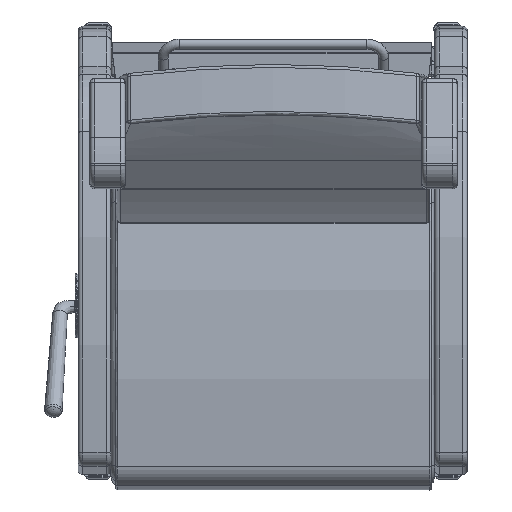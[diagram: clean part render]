
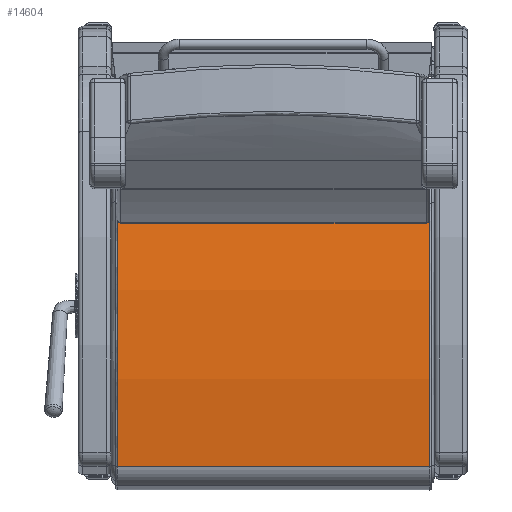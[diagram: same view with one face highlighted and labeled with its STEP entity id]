
A CAD part, front view. The second image highlights one B-rep face of the part: STEP entity #14604.
In plain terms, the highlighted free-form (B-spline) face has degree [3, 1] with [18, 2] control points.
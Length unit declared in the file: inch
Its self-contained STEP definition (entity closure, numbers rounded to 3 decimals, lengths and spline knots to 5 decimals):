
#809=B_SPLINE_SURFACE_WITH_KNOTS('',3,1,((#35350,#35351),(#35352,#35353),
(#35354,#35355),(#35356,#35357),(#35358,#35359),(#35360,#35361),(#35362,
#35363),(#35364,#35365),(#35366,#35367),(#35368,#35369),(#35370,#35371),
(#35372,#35373),(#35374,#35375),(#35376,#35377),(#35378,#35379),(#35380,
#35381),(#35382,#35383),(#35384,#35385)),.UNSPECIFIED.,.F.,.F.,.F.,(4,1,
1,1,1,1,1,1,1,1,1,1,1,1,1,4),(2,2),(-1.69612,-1.66826,
-1.6404,-1.62647,-1.59861,-1.58468,
-1.55682,-1.54289,-1.51503,-1.5011,-1.47324,
-1.45931,-1.43145,-1.41752,-1.38966,
-1.3618),(0.,91.44),.UNSPECIFIED.);
#1157=ELLIPSE('',#16733,60.30357,60.25);
#1159=ELLIPSE('',#16755,60.30357,60.25);
#2216=FACE_OUTER_BOUND('',#3245,.T.);
#3245=EDGE_LOOP('',(#13097,#13098,#13099,#13100));
#4102=LINE('',#35348,#4949);
#4103=LINE('',#35387,#4950);
#4949=VECTOR('',#21275,0.3937);
#4950=VECTOR('',#21278,0.3937);
#7112=VERTEX_POINT('',#34979);
#7113=VERTEX_POINT('',#34980);
#7132=VERTEX_POINT('',#35347);
#7133=VERTEX_POINT('',#35386);
#9105=EDGE_CURVE('',#7112,#7113,#1157,.T.);
#9134=EDGE_CURVE('',#7132,#7113,#4102,.T.);
#9136=EDGE_CURVE('',#7133,#7112,#4103,.T.);
#9137=EDGE_CURVE('',#7132,#7133,#1159,.T.);
#13097=ORIENTED_EDGE('',*,*,#9105,.F.);
#13098=ORIENTED_EDGE('',*,*,#9136,.F.);
#13099=ORIENTED_EDGE('',*,*,#9137,.F.);
#13100=ORIENTED_EDGE('',*,*,#9134,.T.);
#14604=ADVANCED_FACE('',(#2216),#809,.T.);
#16733=AXIS2_PLACEMENT_3D('',#34981,#21224,#21225);
#16755=AXIS2_PLACEMENT_3D('',#35388,#21279,#21280);
#21224=DIRECTION('center_axis',(0.,0.,
-1.));
#21225=DIRECTION('ref_axis',(1.,0.,0.));
#21275=DIRECTION('',(0.,0.,-1.));
#21278=DIRECTION('',(0.,0.,-1.));
#21279=DIRECTION('center_axis',(0.,0.,1.));
#21280=DIRECTION('ref_axis',(1.,0.,0.));
#34979=CARTESIAN_POINT('',(3.60935,-1.68389,0.124));
#34980=CARTESIAN_POINT('',(23.65848,-2.52291,0.124));
#34981=CARTESIAN_POINT('Origin',(11.14546,-61.46156,0.124));
#35347=CARTESIAN_POINT('',(23.65848,-2.52291,23.876));
#35348=CARTESIAN_POINT('',(23.65848,-2.52291,24.));
#35350=CARTESIAN_POINT('Ctrl Pts',(3.60935,-1.68389,24.));
#35351=CARTESIAN_POINT('Ctrl Pts',(3.60935,-1.68389,-12.));
#35352=CARTESIAN_POINT('Ctrl Pts',(4.16497,-1.61396,24.));
#35353=CARTESIAN_POINT('Ctrl Pts',(4.16497,-1.61396,-12.));
#35354=CARTESIAN_POINT('Ctrl Pts',(5.27817,-1.48959,24.));
#35355=CARTESIAN_POINT('Ctrl Pts',(5.27817,-1.48959,-12.));
#35356=CARTESIAN_POINT('Ctrl Pts',(6.67346,-1.3729,24.));
#35357=CARTESIAN_POINT('Ctrl Pts',(6.67346,-1.3729,-12.));
#35358=CARTESIAN_POINT('Ctrl Pts',(8.07078,-1.28537,24.));
#35359=CARTESIAN_POINT('Ctrl Pts',(8.07078,-1.28537,-12.));
#35360=CARTESIAN_POINT('Ctrl Pts',(9.18994,-1.2387,24.));
#35361=CARTESIAN_POINT('Ctrl Pts',(9.18994,-1.2387,-12.));
#35362=CARTESIAN_POINT('Ctrl Pts',(10.5897,-1.20957,24.));
#35363=CARTESIAN_POINT('Ctrl Pts',(10.5897,-1.20957,-12.));
#35364=CARTESIAN_POINT('Ctrl Pts',(11.70984,-1.20965,24.));
#35365=CARTESIAN_POINT('Ctrl Pts',(11.70984,-1.20965,-12.));
#35366=CARTESIAN_POINT('Ctrl Pts',(13.1096,-1.23898,24.));
#35367=CARTESIAN_POINT('Ctrl Pts',(13.1096,-1.23898,-12.));
#35368=CARTESIAN_POINT('Ctrl Pts',(14.22875,-1.28581,24.));
#35369=CARTESIAN_POINT('Ctrl Pts',(14.22875,-1.28581,-12.));
#35370=CARTESIAN_POINT('Ctrl Pts',(15.62606,-1.37354,24.));
#35371=CARTESIAN_POINT('Ctrl Pts',(15.62606,-1.37354,-12.));
#35372=CARTESIAN_POINT('Ctrl Pts',(16.74228,-1.46705,24.));
#35373=CARTESIAN_POINT('Ctrl Pts',(16.74228,-1.46705,-12.));
#35374=CARTESIAN_POINT('Ctrl Pts',(18.1347,-1.61302,24.));
#35375=CARTESIAN_POINT('Ctrl Pts',(18.1347,-1.61302,-12.));
#35376=CARTESIAN_POINT('Ctrl Pts',(19.24603,-1.75304,24.));
#35377=CARTESIAN_POINT('Ctrl Pts',(19.24603,-1.75304,-12.));
#35378=CARTESIAN_POINT('Ctrl Pts',(20.63114,-1.95701,24.));
#35379=CARTESIAN_POINT('Ctrl Pts',(20.63114,-1.95701,-12.));
#35380=CARTESIAN_POINT('Ctrl Pts',(22.01177,-2.18986,24.));
#35381=CARTESIAN_POINT('Ctrl Pts',(22.01177,-2.18986,-12.));
#35382=CARTESIAN_POINT('Ctrl Pts',(23.11066,-2.40681,24.));
#35383=CARTESIAN_POINT('Ctrl Pts',(23.11066,-2.40681,-12.));
#35384=CARTESIAN_POINT('Ctrl Pts',(23.65848,-2.52291,24.));
#35385=CARTESIAN_POINT('Ctrl Pts',(23.65848,-2.52291,-12.));
#35386=CARTESIAN_POINT('',(3.60935,-1.68389,23.876));
#35387=CARTESIAN_POINT('',(3.60935,-1.68389,24.));
#35388=CARTESIAN_POINT('Origin',(11.14546,-61.46156,23.876));
